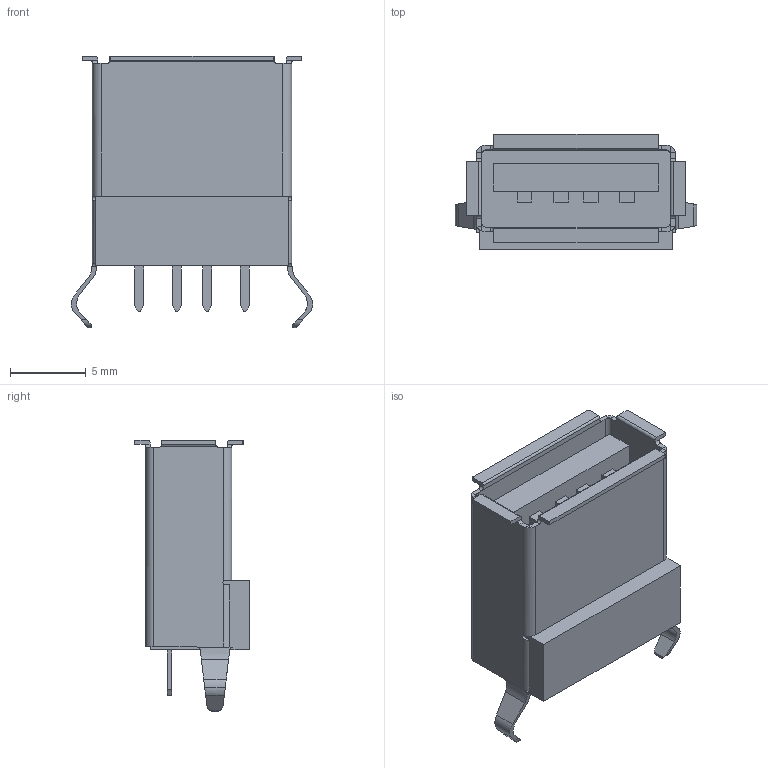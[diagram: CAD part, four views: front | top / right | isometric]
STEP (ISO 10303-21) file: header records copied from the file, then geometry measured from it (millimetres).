
FILE_DESCRIPTION(('STEP AP203'),'1');
FILE_NAME('a-usb_a-top-c.stp','2020-10-07T10:28:51',('TraceParts'),('TraceParts S.A.'),'Spatial InterOp 3D',' ',' ');
FILE_SCHEMA(('CONFIG_CONTROL_DESIGN'));
Length unit declared in the file: millimetre
Products named in the file (1): 1
Bounding box: 15.98 x 7.64 x 17.99 mm (x, y, z)
Volume: 567.3 mm3; surface area: 1622 mm2
Topology: 1 solids, 1 shells, 193 faces, 560 edges, 372 vertices
Faces by surface type: plane 126, cylinder 67
Entity records: 6564 total; most frequent: CARTESIAN_POINT 1382, ORIENTED_EDGE 1120, DIRECTION 1030, EDGE_CURVE 560, LINE 390, VECTOR 390, VERTEX_POINT 372, AXIS2_PLACEMENT_3D 320
